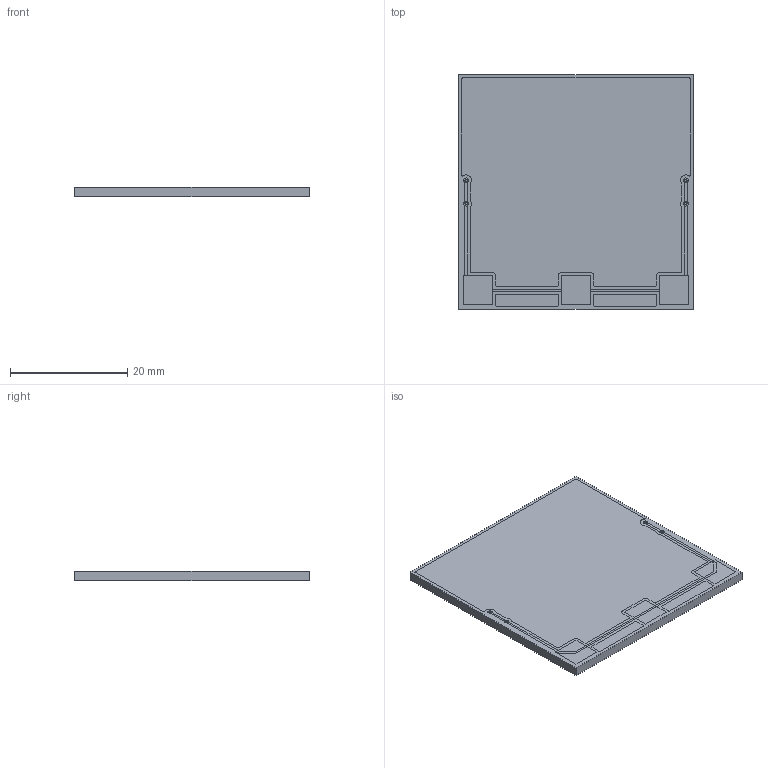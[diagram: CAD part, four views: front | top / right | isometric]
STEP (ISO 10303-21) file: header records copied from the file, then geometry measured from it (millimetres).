
FILE_DESCRIPTION(('FreeCAD Model'),'2;1');
FILE_NAME('Back.step','2019-10-09T21:08:01',( 'Author'),(''),'Open CASCADE STEP processor 7.3','FreeCAD','Unknown' );
FILE_SCHEMA(('AUTOMOTIVE_DESIGN { 1 0 10303 214 1 1 1 1 }'));
Length unit declared in the file: millimetre
Products named in the file (8): Back; Board_Geoms; Local_CS; Pcb; PCB_Sketch; topTracks; botTracks; Step_Models
Assembly tree (7 placements, depth 3):
  Back
    Board_Geoms
      Local_CS
      Pcb
      PCB_Sketch
      topTracks
      botTracks
    Step_Models
Bounding box: 40 x 40 x 1.7 mm (x, y, z)
Volume: 2560 mm3; surface area: 6393.1 mm2
Topology: 1 solids, 17 shells, 22 faces, 518 edges, 518 vertices
Faces by surface type: plane 22
Entity records: 4659 total; most frequent: CARTESIAN_POINT 1066, DIRECTION 578, ORIENTED_EDGE 526, LINE 518, VECTOR 518, EDGE_CURVE 514, VERTEX_POINT 510, FACE_BOUND 34
